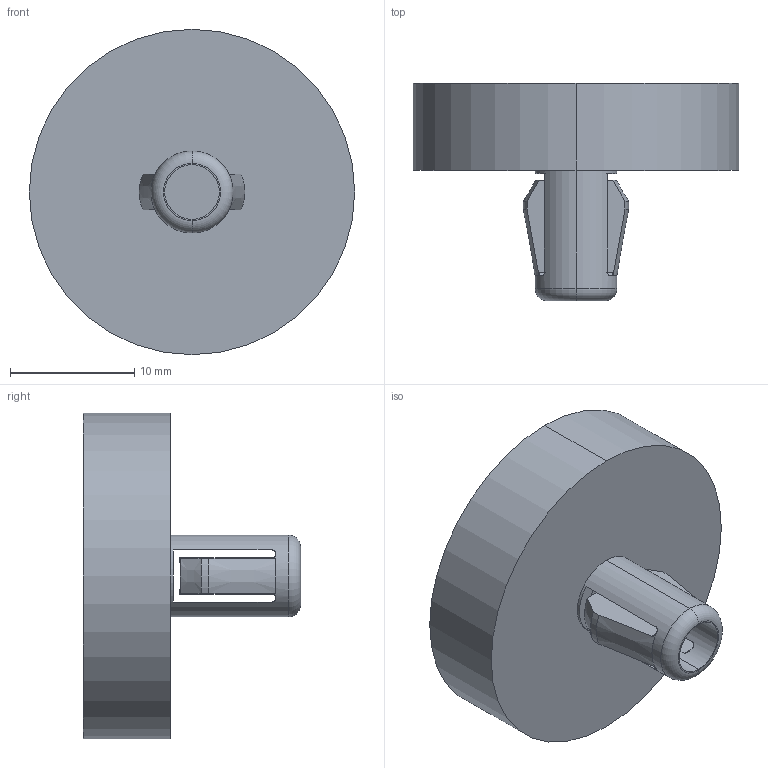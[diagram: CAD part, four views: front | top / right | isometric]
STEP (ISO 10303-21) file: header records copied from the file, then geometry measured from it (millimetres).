
FILE_DESCRIPTION (( 'STEP AP203' ), '1' );
FILE_NAME ('0580410d.STEP', '2013-02-06T13:06:43', ( ' ' ), ( '' ), 'SwSTEP 2.0', 'SolidWorks 2010', '' );
FILE_SCHEMA (( 'CONFIG_CONTROL_DESIGN' ));
Length unit declared in the file: millimetre
Products named in the file (1): 0580410d
Bounding box: 26.2 x 17.5 x 26.2 mm (x, y, z)
Volume: 3873.7 mm3; surface area: 2092.6 mm2
Topology: 1 solids, 1 shells, 49 faces, 128 edges, 84 vertices
Faces by surface type: plane 25, cylinder 18, bspline 4, torus 2
Entity records: 1761 total; most frequent: CARTESIAN_POINT 522, ORIENTED_EDGE 256, DIRECTION 220, EDGE_CURVE 128, VERTEX_POINT 84, AXIS2_PLACEMENT_3D 82, EDGE_LOOP 56, LINE 56
